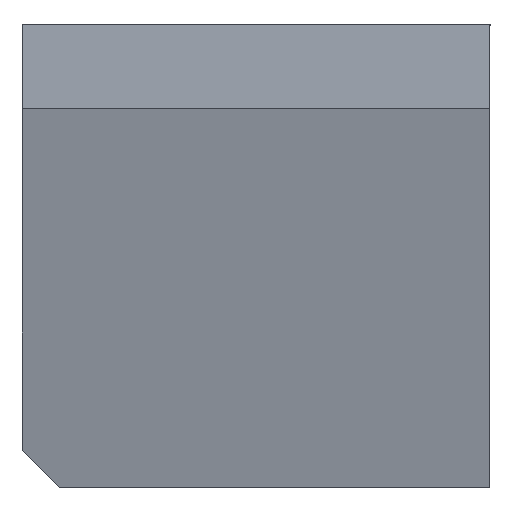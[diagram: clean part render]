
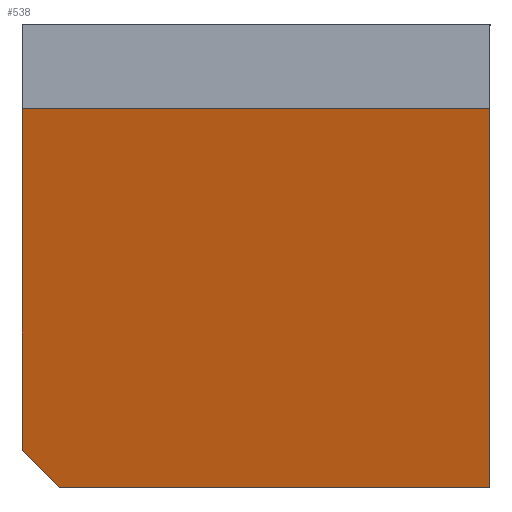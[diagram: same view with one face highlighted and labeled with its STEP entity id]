
A CAD part, left-side view. The second image highlights one B-rep face of the part: STEP entity #538.
In plain terms, the highlighted planar face has unit normal (-0.943, 0.334, 0).
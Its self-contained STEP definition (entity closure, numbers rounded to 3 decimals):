
#538=ADVANCED_FACE('NONE',(#1321),#1322,.F.);
#1321=FACE_OUTER_BOUND('',#2338,.T.);
#1322=PLANE('',#2339);
#2338=EDGE_LOOP('',(#4417,#4418,#4419,#4420,#4421));
#2339=AXIS2_PLACEMENT_3D('',#4422,#4423,#4424);
#4417=ORIENTED_EDGE('',*,*,#7014,.T.);
#4418=ORIENTED_EDGE('',*,*,#7245,.T.);
#4419=ORIENTED_EDGE('',*,*,#7246,.T.);
#4420=ORIENTED_EDGE('',*,*,#6998,.F.);
#4421=ORIENTED_EDGE('',*,*,#7247,.T.);
#4422=CARTESIAN_POINT('',(-4.433,-12.5,24.75));
#4423=DIRECTION('',(0.942,-0.334,0.0));
#4424=DIRECTION('',(0.0,0.0,-1.0));
#6998=EDGE_CURVE('NONE',#8793,#8795,#8796,.T.);
#7014=EDGE_CURVE('NONE',#8817,#8815,#8818,.T.);
#7245=EDGE_CURVE('NONE',#8815,#9201,#9202,.T.);
#7246=EDGE_CURVE('NONE',#9201,#8795,#9203,.T.);
#7247=EDGE_CURVE('NONE',#8793,#8817,#9204,.T.);
#8793=VERTEX_POINT('NONE',#11292);
#8795=VERTEX_POINT('NONE',#11295);
#8796=LINE('',#11296,#11297);
#8815=VERTEX_POINT('NONE',#11322);
#8817=VERTEX_POINT('NONE',#11325);
#8818=LINE('',#11326,#11327);
#9201=VERTEX_POINT('NONE',#11937);
#9202=LINE('',#11938,#11939);
#9203=LINE('',#11940,#11941);
#9204=LINE('',#11942,#11943);
#11292=CARTESIAN_POINT('',(-4.433,-12.5,20.25));
#11295=CARTESIAN_POINT('',(-4.433,-12.5,0.0));
#11296=CARTESIAN_POINT('',(-4.433,-12.5,24.75));
#11297=VECTOR('',#13121,1000.0);
#11322=CARTESIAN_POINT('',(4.433,12.5,2.0));
#11325=CARTESIAN_POINT('',(4.433,12.5,20.25));
#11326=CARTESIAN_POINT('',(4.433,12.5,24.75));
#11327=VECTOR('',#13147,1000.0);
#11937=CARTESIAN_POINT('',(3.724,10.5,0.0));
#11938=CARTESIAN_POINT('',(4.433,12.5,2.0));
#11939=VECTOR('',#13381,1000.0);
#11940=CARTESIAN_POINT('',(-4.433,-12.5,0.0));
#11941=VECTOR('',#13382,1000.0);
#11942=CARTESIAN_POINT('',(-4.433,-12.5,20.25));
#11943=VECTOR('',#13383,1000.0);
#13121=DIRECTION('',(-0.0,-0.0,-1.0));
#13147=DIRECTION('',(-0.0,-0.0,-1.0));
#13381=DIRECTION('',(-0.243,-0.686,-0.686));
#13382=DIRECTION('',(-0.334,-0.942,-0.0));
#13383=DIRECTION('',(0.334,0.942,0.0));
